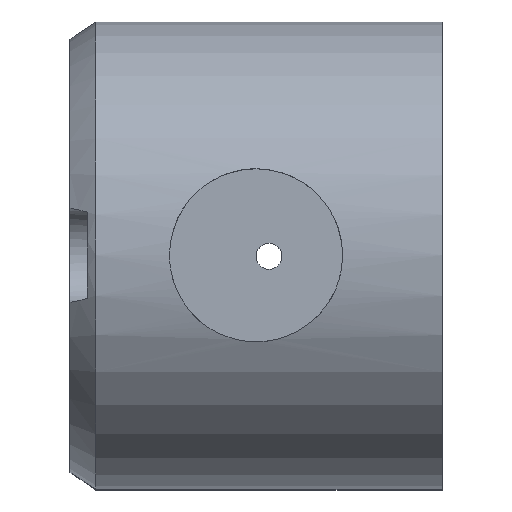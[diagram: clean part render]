
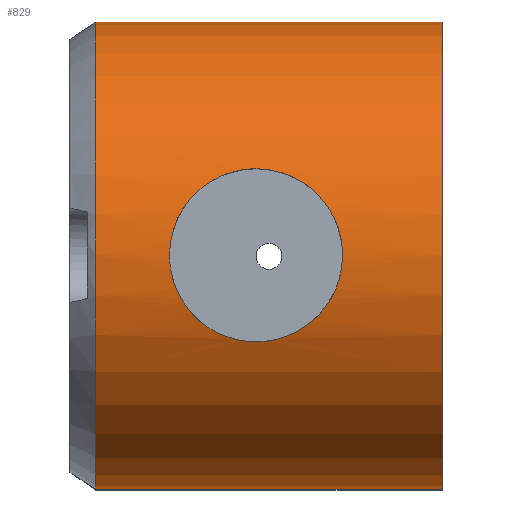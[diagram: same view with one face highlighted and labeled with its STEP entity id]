
A CAD part, top view. The second image highlights one B-rep face of the part: STEP entity #829.
In plain terms, the highlighted cylindrical face has radius 27 mm (diameter 54 mm), a partial arc.
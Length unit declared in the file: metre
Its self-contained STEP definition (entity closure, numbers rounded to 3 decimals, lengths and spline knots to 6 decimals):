
#31=B_SPLINE_CURVE_WITH_KNOTS('',3,(#1424,#1425,#1426,#1427,#1428,#1429,
#1430,#1431,#1432,#1433,#1434,#1435,#1436,#1437,#1438,#1439,#1440,#1441,
#1442,#1443,#1444),.UNSPECIFIED.,.T.,.F.,(1,1,1,1,1,1,1,1,1,1,1,1,1,1,1,
1,1,1,1,1,1,1,1,1,1),(-0.007883,-0.003941,-0.001971,
0.,0.003941,0.007883,0.011824,0.015766,
0.019707,0.023649,0.02759,0.029561,
0.031532,0.035473,0.039415,0.043356,
0.047298,0.051239,0.05518,0.059122,
0.061093,0.063063,0.067005,0.070946,
0.074888),.UNSPECIFIED.);
#47=LINE('',#1309,#91);
#66=LINE('',#1459,#110);
#91=VECTOR('',#1031,1.);
#110=VECTOR('',#1136,1.);
#267=ORIENTED_EDGE('',*,*,#432,.T.);
#268=ORIENTED_EDGE('',*,*,#426,.F.);
#269=ORIENTED_EDGE('',*,*,#434,.T.);
#270=ORIENTED_EDGE('',*,*,#378,.F.);
#271=ORIENTED_EDGE('',*,*,#383,.F.);
#378=EDGE_CURVE('',#479,#480,#552,.T.);
#383=EDGE_CURVE('',#483,#479,#47,.T.);
#426=EDGE_CURVE('',#516,#483,#572,.T.);
#432=EDGE_CURVE('',#520,#520,#31,.T.);
#434=EDGE_CURVE('',#516,#480,#66,.T.);
#479=VERTEX_POINT('',#1298);
#480=VERTEX_POINT('',#1299);
#483=VERTEX_POINT('',#1307);
#516=VERTEX_POINT('',#1398);
#520=VERTEX_POINT('',#1445);
#552=CIRCLE('',#888,0.027);
#572=CIRCLE('',#925,0.027);
#639=EDGE_LOOP('',(#267));
#640=EDGE_LOOP('',(#268,#269,#270,#271));
#736=FACE_BOUND('',#639,.T.);
#737=FACE_BOUND('',#640,.T.);
#791=CYLINDRICAL_SURFACE('',#932,0.027);
#829=ADVANCED_FACE('',(#736,#737),#791,.T.);
#888=AXIS2_PLACEMENT_3D('',#1297,#1023,#1024);
#925=AXIS2_PLACEMENT_3D('',#1399,#1120,#1121);
#932=AXIS2_PLACEMENT_3D('',#1458,#1134,#1135);
#1023=DIRECTION('',(1.,0.,0.));
#1024=DIRECTION('',(0.,1.,0.));
#1031=DIRECTION('',(1.,0.,0.));
#1120=DIRECTION('',(-1.,0.,0.));
#1121=DIRECTION('',(0.,0.,1.));
#1134=DIRECTION('',(1.,0.,0.));
#1135=DIRECTION('',(0.,0.,-1.));
#1136=DIRECTION('',(1.,0.,0.));
#1297=CARTESIAN_POINT('',(0.043,0.,0.));
#1298=CARTESIAN_POINT('',(0.043,0.027,0.));
#1299=CARTESIAN_POINT('',(0.043,-0.027,0.));
#1307=CARTESIAN_POINT('',(0.003,0.027,0.));
#1309=CARTESIAN_POINT('',(0.,0.027,0.));
#1398=CARTESIAN_POINT('',(0.003,-0.027,0.));
#1399=CARTESIAN_POINT('',(0.003,0.,0.));
#1424=CARTESIAN_POINT('',(0.011635,-0.002002,0.026949));
#1425=CARTESIAN_POINT('',(0.011365,0.000673,0.027051));
#1426=CARTESIAN_POINT('',(0.012035,0.003957,0.026795));
#1427=CARTESIAN_POINT('',(0.014252,0.007253,0.026061));
#1428=CARTESIAN_POINT('',(0.017536,0.009462,0.025304));
#1429=CARTESIAN_POINT('',(0.021483,0.010267,0.024969));
#1430=CARTESIAN_POINT('',(0.025448,0.009471,0.0253));
#1431=CARTESIAN_POINT('',(0.028746,0.007258,0.026061));
#1432=CARTESIAN_POINT('',(0.030592,0.004509,0.026671));
#1433=CARTESIAN_POINT('',(0.031364,0.002005,0.026949));
#1434=CARTESIAN_POINT('',(0.031635,-0.000669,0.027051));
#1435=CARTESIAN_POINT('',(0.030966,-0.003955,0.026796));
#1436=CARTESIAN_POINT('',(0.028749,-0.007252,0.026062));
#1437=CARTESIAN_POINT('',(0.025464,-0.009461,0.025304));
#1438=CARTESIAN_POINT('',(0.021517,-0.010267,0.024969));
#1439=CARTESIAN_POINT('',(0.017551,-0.009471,0.0253));
#1440=CARTESIAN_POINT('',(0.014253,-0.007257,0.026061));
#1441=CARTESIAN_POINT('',(0.012407,-0.004507,0.026671));
#1442=CARTESIAN_POINT('',(0.011635,-0.002002,0.026949));
#1443=CARTESIAN_POINT('',(0.011365,0.000673,0.027051));
#1444=CARTESIAN_POINT('',(0.012035,0.003957,0.026795));
#1445=CARTESIAN_POINT('',(0.0115,0.,0.027));
#1458=CARTESIAN_POINT('',(0.,0.,0.));
#1459=CARTESIAN_POINT('',(0.,-0.027,0.));
